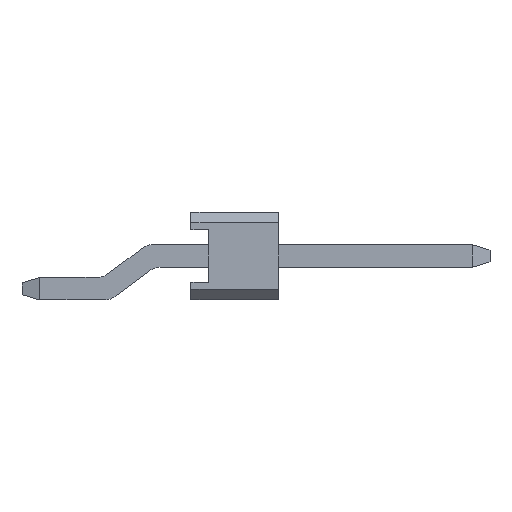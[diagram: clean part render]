
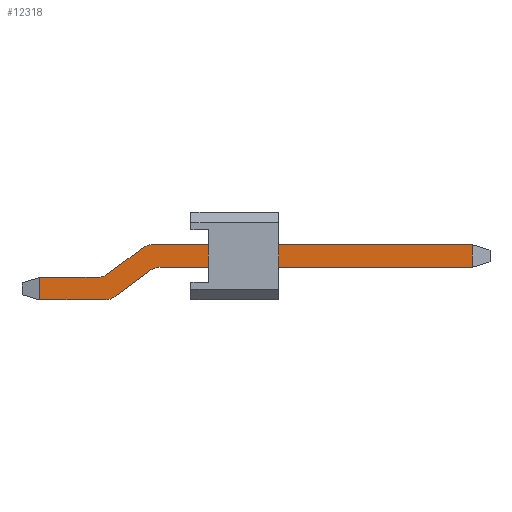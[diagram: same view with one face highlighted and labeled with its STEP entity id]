
A CAD part, front view. The second image highlights one B-rep face of the part: STEP entity #12318.
In plain terms, the highlighted planar face has unit normal (0, -1, 0).
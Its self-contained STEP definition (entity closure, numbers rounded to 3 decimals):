
#12104 = VERTEX_POINT('',#12105);
#12105 = CARTESIAN_POINT('',(2.778,-48.58,0.93));
#12121 = VERTEX_POINT('',#12122);
#12122 = CARTESIAN_POINT('',(2.479,-48.58,0.831));
#12128 = EDGE_CURVE('',#12104,#12121,#12129,.T.);
#12129 = CIRCLE('',#12130,0.5);
#12130 = AXIS2_PLACEMENT_3D('',#12131,#12132,#12133);
#12131 = CARTESIAN_POINT('',(2.778,-48.58,0.43));
#12132 = DIRECTION('',(0.,-1.,0.));
#12133 = DIRECTION('',(-0.314,0.,0.949));
#12144 = EDGE_CURVE('',#12145,#12121,#12147,.T.);
#12145 = VERTEX_POINT('',#12146);
#12146 = CARTESIAN_POINT('',(1.495,-48.58,0.099));
#12147 = LINE('',#12148,#12149);
#12148 = CARTESIAN_POINT('',(1.362,-48.58,0.)
  );
#12149 = VECTOR('',#12150,1.);
#12150 = DIRECTION('',(0.802,0.,0.597));
#12184 = EDGE_CURVE('',#12145,#12185,#12187,.T.);
#12185 = VERTEX_POINT('',#12186);
#12186 = CARTESIAN_POINT('',(1.196,-48.58,0.)
  );
#12187 = CIRCLE('',#12188,0.5);
#12188 = AXIS2_PLACEMENT_3D('',#12189,#12190,#12191);
#12189 = CARTESIAN_POINT('',(1.196,-48.58,0.5));
#12190 = DIRECTION('',(0.,1.,0.));
#12191 = DIRECTION('',(0.314,0.,-0.949));
#12292 = VERTEX_POINT('',#12293);
#12293 = CARTESIAN_POINT('',(2.267,-48.58,1.471));
#12299 = EDGE_CURVE('',#12292,#12300,#12302,.T.);
#12300 = VERTEX_POINT('',#12301);
#12301 = CARTESIAN_POINT('',(2.566,-48.58,1.57));
#12302 = CIRCLE('',#12303,0.5);
#12303 = AXIS2_PLACEMENT_3D('',#12304,#12305,#12306);
#12304 = CARTESIAN_POINT('',(2.566,-48.58,1.07));
#12305 = DIRECTION('',(0.,1.,-0.));
#12306 = DIRECTION('',(-0.314,0.,0.949));
#12318 = ADVANCED_FACE('',(#12319),#12386,.T.);
#12319 = FACE_BOUND('',#12320,.T.);
#12320 = EDGE_LOOP('',(#12321,#12322,#12323,#12324,#12332,#12340,#12346,
    #12347,#12355,#12364,#12372,#12380));
#12321 = ORIENTED_EDGE('',*,*,#12184,.F.);
#12322 = ORIENTED_EDGE('',*,*,#12144,.T.);
#12323 = ORIENTED_EDGE('',*,*,#12128,.F.);
#12324 = ORIENTED_EDGE('',*,*,#12325,.T.);
#12325 = EDGE_CURVE('',#12104,#12326,#12328,.T.);
#12326 = VERTEX_POINT('',#12327);
#12327 = CARTESIAN_POINT('',(11.65,-48.58,0.93));
#12328 = LINE('',#12329,#12330);
#12329 = CARTESIAN_POINT('',(3.65,-48.58,0.93));
#12330 = VECTOR('',#12331,1.);
#12331 = DIRECTION('',(1.,0.,0.));
#12332 = ORIENTED_EDGE('',*,*,#12333,.F.);
#12333 = EDGE_CURVE('',#12334,#12326,#12336,.T.);
#12334 = VERTEX_POINT('',#12335);
#12335 = CARTESIAN_POINT('',(11.65,-48.58,1.57));
#12336 = LINE('',#12337,#12338);
#12337 = CARTESIAN_POINT('',(11.65,-48.58,1.178));
#12338 = VECTOR('',#12339,1.);
#12339 = DIRECTION('',(0.,0.,-1.));
#12340 = ORIENTED_EDGE('',*,*,#12341,.T.);
#12341 = EDGE_CURVE('',#12334,#12300,#12342,.T.);
#12342 = LINE('',#12343,#12344);
#12343 = CARTESIAN_POINT('',(3.65,-48.58,1.57));
#12344 = VECTOR('',#12345,1.);
#12345 = DIRECTION('',(-1.,0.,0.));
#12346 = ORIENTED_EDGE('',*,*,#12299,.F.);
#12347 = ORIENTED_EDGE('',*,*,#12348,.T.);
#12348 = EDGE_CURVE('',#12292,#12349,#12351,.T.);
#12349 = VERTEX_POINT('',#12350);
#12350 = CARTESIAN_POINT('',(1.283,-48.58,0.739));
#12351 = LINE('',#12352,#12353);
#12352 = CARTESIAN_POINT('',(2.4,-48.58,1.57));
#12353 = VECTOR('',#12354,1.);
#12354 = DIRECTION('',(-0.802,0.,-0.597));
#12355 = ORIENTED_EDGE('',*,*,#12356,.F.);
#12356 = EDGE_CURVE('',#12357,#12349,#12359,.T.);
#12357 = VERTEX_POINT('',#12358);
#12358 = CARTESIAN_POINT('',(0.984,-48.58,0.64));
#12359 = CIRCLE('',#12360,0.5);
#12360 = AXIS2_PLACEMENT_3D('',#12361,#12362,#12363);
#12361 = CARTESIAN_POINT('',(0.984,-48.58,1.14));
#12362 = DIRECTION('',(0.,-1.,0.));
#12363 = DIRECTION('',(0.314,0.,-0.949));
#12364 = ORIENTED_EDGE('',*,*,#12365,.T.);
#12365 = EDGE_CURVE('',#12357,#12366,#12368,.T.);
#12366 = VERTEX_POINT('',#12367);
#12367 = CARTESIAN_POINT('',(-0.65,-48.58,0.64));
#12368 = LINE('',#12369,#12370);
#12369 = CARTESIAN_POINT('',(-1.15,-48.58,0.64));
#12370 = VECTOR('',#12371,1.);
#12371 = DIRECTION('',(-1.,0.,0.));
#12372 = ORIENTED_EDGE('',*,*,#12373,.F.);
#12373 = EDGE_CURVE('',#12374,#12366,#12376,.T.);
#12374 = VERTEX_POINT('',#12375);
#12375 = CARTESIAN_POINT('',(-0.65,-48.58,0.));
#12376 = LINE('',#12377,#12378);
#12377 = CARTESIAN_POINT('',(-0.65,-48.58,0.393));
#12378 = VECTOR('',#12379,1.);
#12379 = DIRECTION('',(0.,0.,1.));
#12380 = ORIENTED_EDGE('',*,*,#12381,.T.);
#12381 = EDGE_CURVE('',#12374,#12185,#12382,.T.);
#12382 = LINE('',#12383,#12384);
#12383 = CARTESIAN_POINT('',(1.362,-48.58,0.)
  );
#12384 = VECTOR('',#12385,1.);
#12385 = DIRECTION('',(1.,0.,0.));
#12386 = PLANE('',#12387);
#12387 = AXIS2_PLACEMENT_3D('',#12388,#12389,#12390);
#12388 = CARTESIAN_POINT('',(5.5,-48.58,0.785));
#12389 = DIRECTION('',(0.,-1.,0.));
#12390 = DIRECTION('',(0.,0.,-1.));
